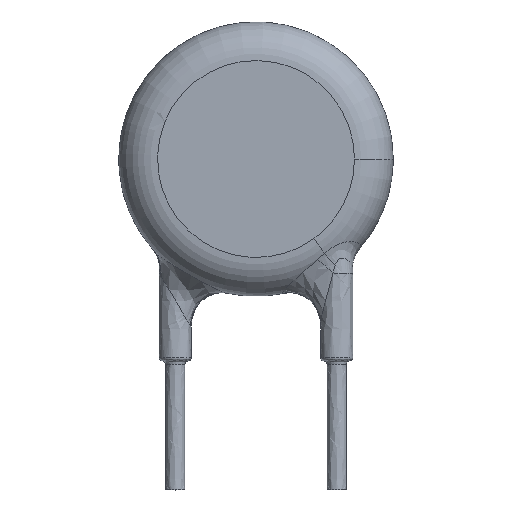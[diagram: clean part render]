
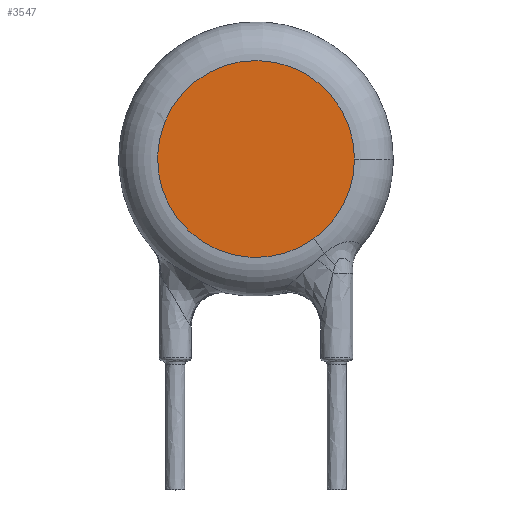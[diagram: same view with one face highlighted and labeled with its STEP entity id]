
A CAD part, top view. The second image highlights one B-rep face of the part: STEP entity #3547.
In plain terms, the highlighted planar face has unit normal (0, 0, 1).
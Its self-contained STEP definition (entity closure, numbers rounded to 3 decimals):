
#396=CARTESIAN_POINT('',(0.,6.25,1.25));
#397=DIRECTION('',(0.,0.,1.));
#398=DIRECTION('',(1.,0.,0.));
#399=AXIS2_PLACEMENT_3D('',#396,#397,#398);
#1144=CARTESIAN_POINT('',(0.,6.25,1.25));
#1145=DIRECTION('',(0.,0.,1.));
#1146=DIRECTION('',(0.588,-0.809,0.));
#1147=AXIS2_PLACEMENT_3D('',#1144,#1145,#1146);
#1172=CARTESIAN_POINT('',(1.793,3.783,1.25));
#1173=CARTESIAN_POINT('',(3.05,6.25,1.25));
#1174=VERTEX_POINT('',#1172);
#1175=VERTEX_POINT('',#1173);
#3538=CARTESIAN_POINT('',(0.,0.,1.25));
#3539=DIRECTION('',(0.,0.,1.));
#3540=DIRECTION('',(1.,0.,0.));
#3541=AXIS2_PLACEMENT_3D('',#3538,#3539,#3540);
#3542=PLANE('',#3541);
#3543=ORIENTED_EDGE('',*,*,#2434,.F.);
#3544=ORIENTED_EDGE('',*,*,#1620,.F.);
#3545=EDGE_LOOP('',(#3543,#3544));
#3546=FACE_OUTER_BOUND('',#3545,.F.);
#3547=ADVANCED_FACE('',(#3546),#3542,.T.);
#400=CIRCLE('',#399,3.05);
#1148=CIRCLE('',#1147,3.05);
#1620=EDGE_CURVE('',#1175,#1174,#400,.T.);
#2434=EDGE_CURVE('',#1174,#1175,#1148,.T.);
